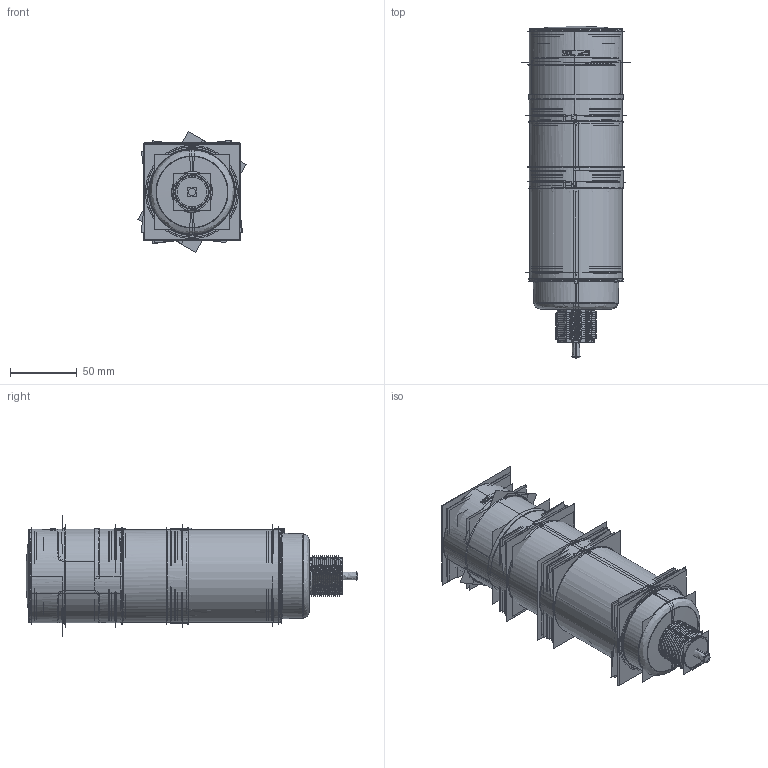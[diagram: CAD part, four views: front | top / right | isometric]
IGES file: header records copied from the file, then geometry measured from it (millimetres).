
Start section:  PTC IGES file: 191422.igs
Global section: file name: 191422.igs; native system: Creo Parametric by Parametric Technology Corporation; preprocessor: 2013230; author: pdmadmin; organization: Unknown; date: 20160225.122220; units: millimetre
Bounding box: 81.17 x 249.01 x 90.7 mm (x, y, z)
Volume: 219572.3 mm3; surface area: 1150014.2 mm2
Topology: 10 solids, 12 shells, 4780 faces, 23807 edges, 29800 vertices
Faces by surface type: revolution 2420, bspline 2316, extrusion 44
